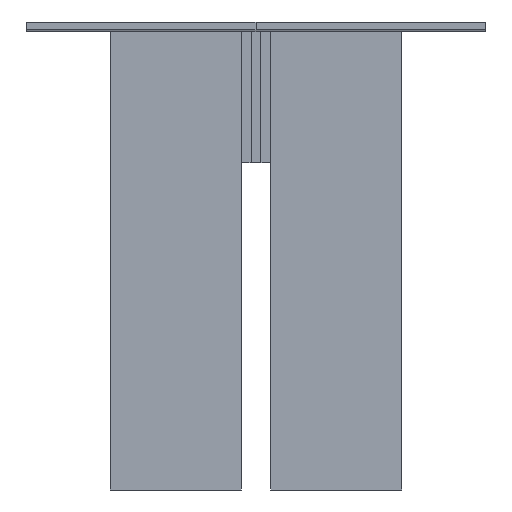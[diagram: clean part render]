
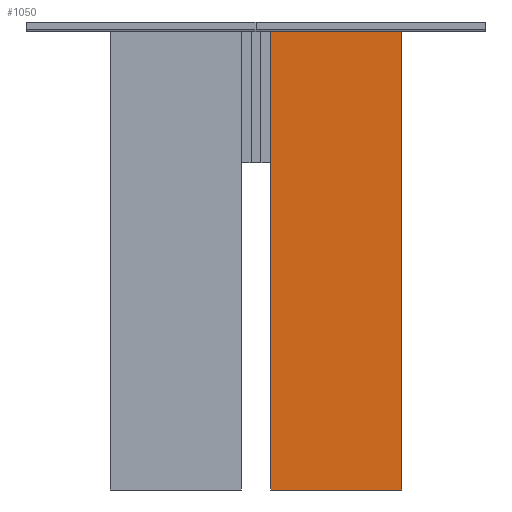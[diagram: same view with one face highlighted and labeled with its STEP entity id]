
A CAD part, left-side view. The second image highlights one B-rep face of the part: STEP entity #1050.
In plain terms, the highlighted planar face has unit normal (-1, 0, 0).
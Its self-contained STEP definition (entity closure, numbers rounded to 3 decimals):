
#1050=ADVANCED_FACE($,(#1394),#4510,.T.);
#1394=FACE_OUTER_BOUND($,#1776,.T.);
#1776=EDGE_LOOP($,(#2894,#2895,#2896,#2897));
#2894=ORIENTED_EDGE($,*,*,#3800,.T.);
#2895=ORIENTED_EDGE($,*,*,#3797,.T.);
#2896=ORIENTED_EDGE($,*,*,#3801,.F.);
#2897=ORIENTED_EDGE($,*,*,#3794,.F.);
#3794=EDGE_CURVE($,#4296,#4297,#4704,.T.);
#3797=EDGE_CURVE($,#4299,#4300,#4707,.T.);
#3800=EDGE_CURVE($,#4296,#4299,#4710,.T.);
#3801=EDGE_CURVE($,#4297,#4300,#4711,.T.);
#4296=VERTEX_POINT($,#9054);
#4297=VERTEX_POINT($,#9055);
#4299=VERTEX_POINT($,#9057);
#4300=VERTEX_POINT($,#9058);
#4510=PLANE($,#4956);
#4704=B_SPLINE_CURVE_WITH_KNOTS($,1,(#9002,#9003),.UNSPECIFIED.,.F.,.F.,
(2,2),(0.,200.),.UNSPECIFIED.);
#4707=B_SPLINE_CURVE_WITH_KNOTS($,1,(#9008,#9009),.UNSPECIFIED.,.F.,.F.,
(2,2),(0.,200.),.UNSPECIFIED.);
#4710=B_SPLINE_CURVE_WITH_KNOTS($,1,(#9014,#9015),.UNSPECIFIED.,.F.,.F.,
(2,2),(0.,699.),.UNSPECIFIED.);
#4711=B_SPLINE_CURVE_WITH_KNOTS($,1,(#9016,#9017),.UNSPECIFIED.,.F.,.F.,
(2,2),(0.,699.),.UNSPECIFIED.);
#4956=AXIS2_PLACEMENT_3D($,#9040,#5079,$);
#5079=DIRECTION($,(-1.,0.,0.));
#9002=CARTESIAN_POINT($,(449.846,227.5,0.));
#9003=CARTESIAN_POINT($,(449.846,427.5,0.));
#9008=CARTESIAN_POINT($,(449.846,227.5,699.));
#9009=CARTESIAN_POINT($,(449.846,427.5,699.));
#9014=CARTESIAN_POINT($,(449.846,227.5,0.));
#9015=CARTESIAN_POINT($,(449.846,227.5,699.));
#9016=CARTESIAN_POINT($,(449.846,427.5,0.));
#9017=CARTESIAN_POINT($,(449.846,427.5,699.));
#9040=CARTESIAN_POINT($,(449.846,227.5,0.));
#9054=CARTESIAN_POINT($,(449.846,227.5,0.));
#9055=CARTESIAN_POINT($,(449.846,427.5,0.));
#9057=CARTESIAN_POINT($,(449.846,227.5,699.));
#9058=CARTESIAN_POINT($,(449.846,427.5,699.));
